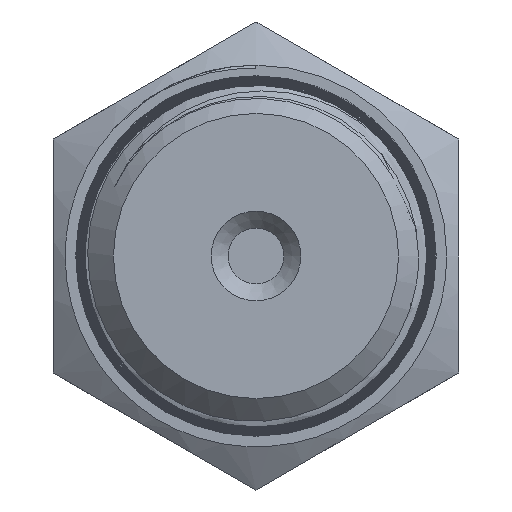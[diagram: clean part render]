
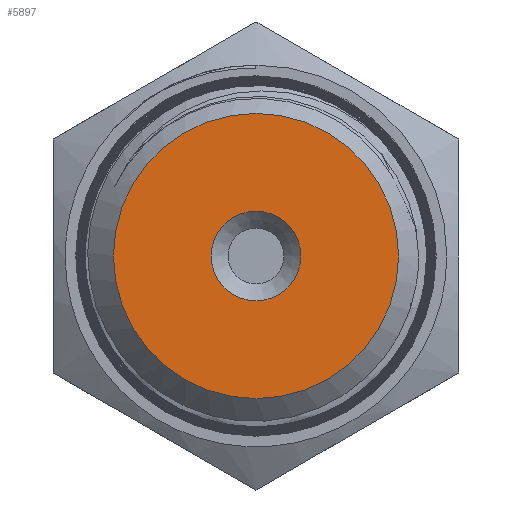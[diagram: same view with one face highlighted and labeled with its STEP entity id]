
A CAD part, left-side view. The second image highlights one B-rep face of the part: STEP entity #5897.
In plain terms, the highlighted planar face has unit normal (-1, 0, 0).
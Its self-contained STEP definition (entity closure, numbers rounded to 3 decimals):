
#314=FACE_BOUND('',#1064,.T.);
#349=PLANE('',#6093);
#705=FACE_OUTER_BOUND('',#1063,.T.);
#1063=EDGE_LOOP('',(#5453));
#1064=EDGE_LOOP('',(#5454));
#1135=CIRCLE('',#6092,2.65);
#1136=CIRCLE('',#6094,8.445);
#2839=VERTEX_POINT('',#17275);
#2840=VERTEX_POINT('',#17279);
#3716=EDGE_CURVE('',#2839,#2839,#1135,.T.);
#3717=EDGE_CURVE('',#2840,#2840,#1136,.T.);
#5453=ORIENTED_EDGE('',*,*,#3717,.F.);
#5454=ORIENTED_EDGE('',*,*,#3716,.T.);
#5897=ADVANCED_FACE('',(#705,#314),#349,.T.);
#6092=AXIS2_PLACEMENT_3D('',#17277,#6691,#6692);
#6093=AXIS2_PLACEMENT_3D('',#17278,#6693,#6694);
#6094=AXIS2_PLACEMENT_3D('',#17280,#6695,#6696);
#6691=DIRECTION('center_axis',(1.,0.,0.));
#6692=DIRECTION('ref_axis',(0.,0.,-1.));
#6693=DIRECTION('center_axis',(-1.,0.,0.));
#6694=DIRECTION('ref_axis',(0.,0.,1.));
#6695=DIRECTION('center_axis',(1.,0.,0.));
#6696=DIRECTION('ref_axis',(0.,0.,-1.));
#17275=CARTESIAN_POINT('',(0.,-2.65,0.));
#17277=CARTESIAN_POINT('Origin',(0.,0.,0.));
#17278=CARTESIAN_POINT('Origin',(0.,8.445,0.));
#17279=CARTESIAN_POINT('',(0.,-8.445,0.));
#17280=CARTESIAN_POINT('Origin',(0.,0.,0.));
